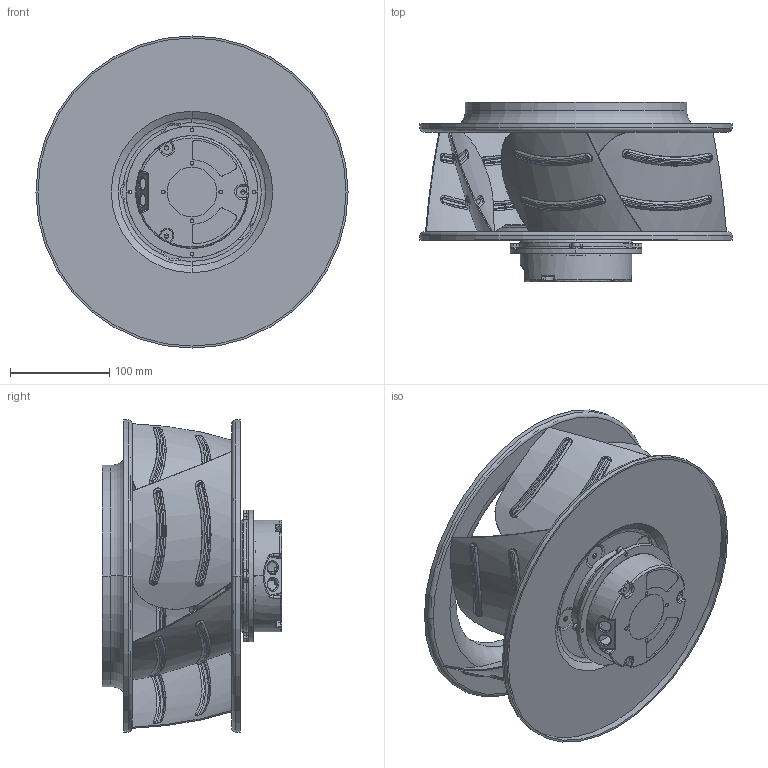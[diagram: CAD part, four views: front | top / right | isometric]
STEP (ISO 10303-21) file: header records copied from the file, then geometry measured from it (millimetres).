
FILE_DESCRIPTION((''),'2;1');
FILE_NAME('22599-92_ASM','2017-04-17T',('Administrator'),(''),'PRO/ENGINEER BY PARAMETRIC TECHNOLOGY CORPORATION, 2010280','PRO/ENGINEER BY PARAMETRIC TECHNOLOGY CORPORATION, 2010280','');
FILE_SCHEMA(('CONFIG_CONTROL_DESIGN'));
Products named in the file (6): DIZUO-2_1; DIGAI_1; TIEKE-2_1; ASM0005_ASM_1_ASM; 315; 22599-92_ASM
Assembly tree (5 placements, depth 3):
  22599-92_ASM
    ASM0005_ASM_1_ASM
      DIZUO-2_1
      DIGAI_1
      TIEKE-2_1
    315
Bounding box: 315 x 181 x 315 mm (x, y, z)
Volume: 569692.4 mm3; surface area: 588013.7 mm2
Topology: 5 solids, 5 shells, 882 faces, 2220 edges, 1411 vertices
Faces by surface type: bspline 340, cylinder 233, plane 188, torus 84, cone 32, sphere 5
Entity records: 49292 total; most frequent: CARTESIAN_POINT 29443, ORIENTED_EDGE 4430, DIRECTION 3688, EDGE_CURVE 2215, AXIS2_PLACEMENT_3D 1499, VERTEX_POINT 1411, EDGE_LOOP 996, CIRCLE 943
